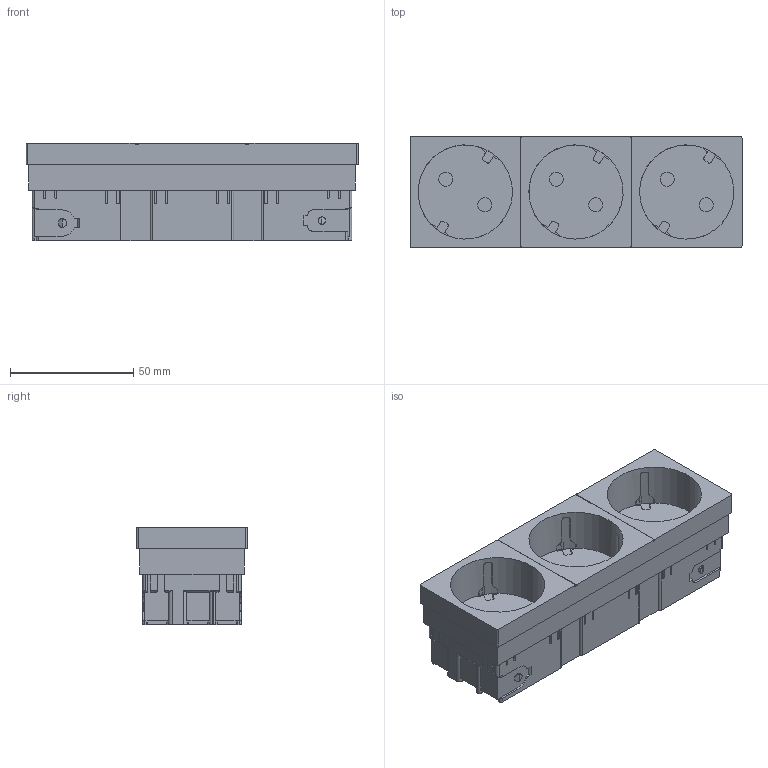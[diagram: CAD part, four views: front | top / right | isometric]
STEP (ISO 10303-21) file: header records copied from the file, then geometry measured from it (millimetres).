
FILE_DESCRIPTION (( 'STEP AP214' ), '1' );
FILE_NAME ('6120509.stp', '2021-11-03T12:29:06', ( '' ), ( '' ), 'SwSTEP 2.0', 'SolidWorks 2020', '' );
FILE_SCHEMA (( 'AUTOMOTIVE_DESIGN' ));
Length unit declared in the file: millimetre
Products named in the file (3): 6120509; 072100_Standard; 072096_Standard
Assembly tree (2 placements, depth 2):
  6120509
    072096_Standard
    072100_Standard
Bounding box: 134.9 x 45 x 39.6 mm (x, y, z)
Volume: 152221.8 mm3; surface area: 59404 mm2
Topology: 2 solids, 21 shells, 1114 faces, 3178 edges, 2114 vertices
Faces by surface type: plane 769, cylinder 287, bspline 40, torus 12, cone 6
Full cylindrical faces by diameter (mm): 3 x1, 5 x6, 5.3 x3, 5.7 x6, 38.3 x3
Entity records: 40069 total; most frequent: CARTESIAN_POINT 11663, ORIENTED_EDGE 6274, DIRECTION 5298, EDGE_CURVE 3137, VECTOR 2306, LINE 2306, VERTEX_POINT 2102, AXIS2_PLACEMENT_3D 1496
